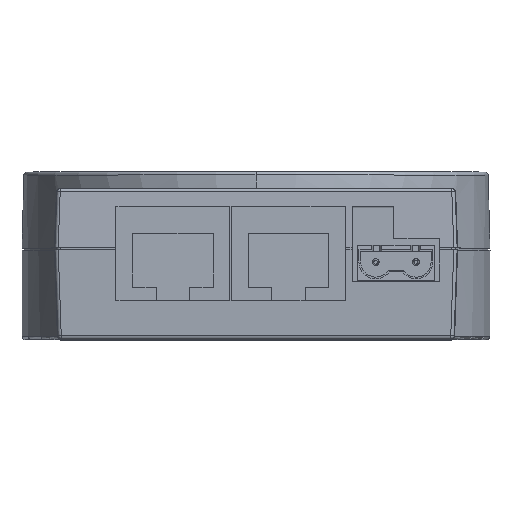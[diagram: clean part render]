
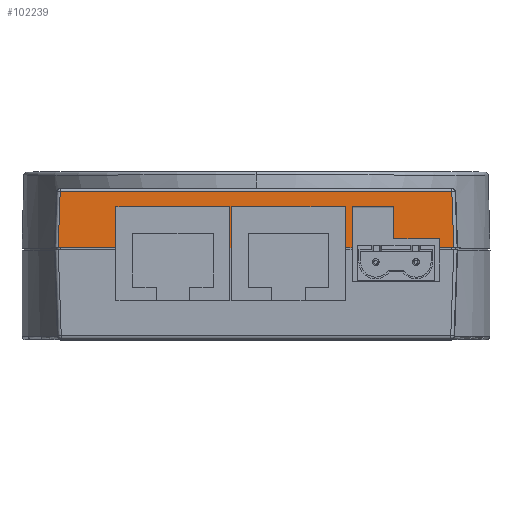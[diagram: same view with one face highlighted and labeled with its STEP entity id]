
A CAD part, top view. The second image highlights one B-rep face of the part: STEP entity #102239.
In plain terms, the highlighted planar face has unit normal (0, 0.035, 0.999).
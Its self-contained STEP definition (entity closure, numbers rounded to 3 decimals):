
#1552 = CARTESIAN_POINT ( 'NONE',  ( 13.318, 0.15, 50.995 ) ) ;
#1774 = VERTEX_POINT ( 'NONE', #96819 ) ;
#2059 = ORIENTED_EDGE ( 'NONE', *, *, #85806, .T. ) ;
#3042 = DIRECTION ( 'NONE',  ( 0., 0.999, -0.035 ) ) ;
#4112 = VERTEX_POINT ( 'NONE', #84696 ) ;
#4403 = VERTEX_POINT ( 'NONE', #4404 ) ;
#4404 = CARTESIAN_POINT ( 'NONE',  ( 27.351, 0.15, 50.995 ) ) ;
#5292 = DIRECTION ( 'NONE',  ( 1., 0., 0. ) ) ;
#6934 = VERTEX_POINT ( 'NONE', #29151 ) ;
#7485 = DIRECTION ( 'NONE',  ( 0., 0.035, 0.999 ) ) ;
#7951 = CARTESIAN_POINT ( 'NONE',  ( -30., 6.25, 50.782 ) ) ;
#8727 = DIRECTION ( 'NONE',  ( 0., -0.999, 0.035 ) ) ;
#9009 = EDGE_CURVE ( 'NONE', #120226, #39538, #32149, .T. ) ;
#12664 = DIRECTION ( 'NONE',  ( -0.035, 0.999, -0.035 ) ) ;
#12980 = CARTESIAN_POINT ( 'NONE',  ( -29.501, -0.017, 51.001 ) ) ;
#13170 = VECTOR ( 'NONE', #8727, 1000. ) ;
#13219 = DIRECTION ( 'NONE',  ( 1., 0., 0. ) ) ;
#14486 = LINE ( 'NONE', #111547, #118710 ) ;
#15246 = VERTEX_POINT ( 'NONE', #100933 ) ;
#15318 = ORIENTED_EDGE ( 'NONE', *, *, #26873, .F. ) ;
#15324 = LINE ( 'NONE', #53375, #111401 ) ;
#15893 = VECTOR ( 'NONE', #5292, 1000. ) ;
#16928 = ORIENTED_EDGE ( 'NONE', *, *, #28903, .T. ) ;
#19628 = ORIENTED_EDGE ( 'NONE', *, *, #122365, .F. ) ;
#21461 = DIRECTION ( 'NONE',  ( -1., 0., 0. ) ) ;
#21670 = CARTESIAN_POINT ( 'NONE',  ( -20.882, 6.25, 50.782 ) ) ;
#22350 = LINE ( 'NONE', #52239, #121546 ) ;
#23803 = ORIENTED_EDGE ( 'NONE', *, *, #69847, .F. ) ;
#23826 = VECTOR ( 'NONE', #77089, 1000. ) ;
#24732 = LINE ( 'NONE', #41590, #27296 ) ;
#24895 = DIRECTION ( 'NONE',  ( -1., 0., 0. ) ) ;
#25554 = CARTESIAN_POINT ( 'NONE',  ( -30., 0., 51. ) ) ;
#25788 = CARTESIAN_POINT ( 'NONE',  ( -30., 6.25, 50.782 ) ) ;
#26873 = EDGE_CURVE ( 'NONE', #85845, #4112, #22350, .T. ) ;
#27296 = VECTOR ( 'NONE', #3042, 1000. ) ;
#28903 = EDGE_CURVE ( 'NONE', #48512, #67568, #39831, .T. ) ;
#29151 = CARTESIAN_POINT ( 'NONE',  ( 20.555, 1.5, 50.948 ) ) ;
#30233 = VECTOR ( 'NONE', #69076, 1000. ) ;
#30623 = CARTESIAN_POINT ( 'NONE',  ( -20.882, 0.15, 50.995 ) ) ;
#31485 = VERTEX_POINT ( 'NONE', #92741 ) ;
#31567 = LINE ( 'NONE', #119803, #50462 ) ;
#32149 = LINE ( 'NONE', #41491, #57710 ) ;
#32812 = VECTOR ( 'NONE', #43875, 1000. ) ;
#32951 = VECTOR ( 'NONE', #13219, 1000. ) ;
#33920 = LINE ( 'NONE', #25788, #15893 ) ;
#34741 = ORIENTED_EDGE ( 'NONE', *, *, #84677, .F. ) ;
#34933 = VECTOR ( 'NONE', #87928, 1000. ) ;
#37873 = EDGE_CURVE ( 'NONE', #120226, #66972, #121114, .T. ) ;
#39094 = CARTESIAN_POINT ( 'NONE',  ( -30., 0.15, 50.995 ) ) ;
#39538 = VERTEX_POINT ( 'NONE', #110850 ) ;
#39831 = LINE ( 'NONE', #12980, #30233 ) ;
#40791 = LINE ( 'NONE', #48902, #99977 ) ;
#41491 = CARTESIAN_POINT ( 'NONE',  ( -30., 0.15, 50.995 ) ) ;
#41590 = CARTESIAN_POINT ( 'NONE',  ( -3.882, 0., 51. ) ) ;
#43091 = EDGE_CURVE ( 'NONE', #31485, #4403, #40791, .T. ) ;
#43875 = DIRECTION ( 'NONE',  ( 0., -0.999, 0.035 ) ) ;
#44855 = CARTESIAN_POINT ( 'NONE',  ( -3.682, 0.15, 50.995 ) ) ;
#45649 = EDGE_CURVE ( 'NONE', #1774, #4403, #83373, .T. ) ;
#46436 = EDGE_CURVE ( 'NONE', #6934, #85845, #14486, .T. ) ;
#46801 = LINE ( 'NONE', #90507, #32812 ) ;
#46840 = ORIENTED_EDGE ( 'NONE', *, *, #113593, .T. ) ;
#48512 = VERTEX_POINT ( 'NONE', #66497 ) ;
#48902 = CARTESIAN_POINT ( 'NONE',  ( -30., 0.15, 50.995 ) ) ;
#49410 = LINE ( 'NONE', #87292, #34933 ) ;
#50424 = DIRECTION ( 'NONE',  ( -1., 0., 0. ) ) ;
#50462 = VECTOR ( 'NONE', #96884, 1000. ) ;
#50725 = ORIENTED_EDGE ( 'NONE', *, *, #56417, .F. ) ;
#52239 = CARTESIAN_POINT ( 'NONE',  ( 14.351, 6.246, 50.782 ) ) ;
#53182 = ORIENTED_EDGE ( 'NONE', *, *, #104706, .T. ) ;
#53375 = CARTESIAN_POINT ( 'NONE',  ( 13.318, 0., 51. ) ) ;
#53873 = CARTESIAN_POINT ( 'NONE',  ( -3.882, 6.25, 50.782 ) ) ;
#55067 = CARTESIAN_POINT ( 'NONE',  ( 20.555, 6.246, 50.782 ) ) ;
#55236 = VERTEX_POINT ( 'NONE', #30623 ) ;
#56417 = EDGE_CURVE ( 'NONE', #39538, #99417, #24732, .T. ) ;
#57710 = VECTOR ( 'NONE', #68307, 1000. ) ;
#60365 = VERTEX_POINT ( 'NONE', #21670 ) ;
#64180 = DIRECTION ( 'NONE',  ( 0., -0.999, 0.035 ) ) ;
#66155 = EDGE_LOOP ( 'NONE', ( #46840, #15318, #112683, #80590, #85276, #103368, #53182, #119758, #16928, #23803, #106038, #19628, #50725, #114606, #107767, #2059, #81869, #34741 ) ) ;
#66497 = CARTESIAN_POINT ( 'NONE',  ( -29.203, 8.517, 50.703 ) ) ;
#66972 = VERTEX_POINT ( 'NONE', #91135 ) ;
#67568 = VERTEX_POINT ( 'NONE', #71343 ) ;
#68307 = DIRECTION ( 'NONE',  ( -1., 0., 0. ) ) ;
#69076 = DIRECTION ( 'NONE',  ( -0.035, -0.999, 0.035 ) ) ;
#69847 = EDGE_CURVE ( 'NONE', #55236, #67568, #31567, .T. ) ;
#71343 = CARTESIAN_POINT ( 'NONE',  ( -29.495, 0.15, 50.995 ) ) ;
#73798 = DIRECTION ( 'NONE',  ( 0., 0.999, -0.035 ) ) ;
#74717 = CARTESIAN_POINT ( 'NONE',  ( 27.351, 0., 51. ) ) ;
#76866 = VECTOR ( 'NONE', #12664, 1000. ) ;
#77089 = DIRECTION ( 'NONE',  ( -1., 0., 0. ) ) ;
#78030 = VECTOR ( 'NONE', #92539, 1000. ) ;
#80590 = ORIENTED_EDGE ( 'NONE', *, *, #92598, .T. ) ;
#80914 = EDGE_CURVE ( 'NONE', #60365, #55236, #46801, .T. ) ;
#81074 = DIRECTION ( 'NONE',  ( 0., 0.999, -0.035 ) ) ;
#81095 = EDGE_CURVE ( 'NONE', #115439, #48512, #90818, .T. ) ;
#81869 = ORIENTED_EDGE ( 'NONE', *, *, #97850, .T. ) ;
#83373 = LINE ( 'NONE', #74717, #13170 ) ;
#84677 = EDGE_CURVE ( 'NONE', #85674, #115359, #122555, .T. ) ;
#84696 = CARTESIAN_POINT ( 'NONE',  ( 14.351, 6.246, 50.782 ) ) ;
#85276 = ORIENTED_EDGE ( 'NONE', *, *, #45649, .T. ) ;
#85674 = VERTEX_POINT ( 'NONE', #123022 ) ;
#85806 = EDGE_CURVE ( 'NONE', #66972, #15246, #33920, .T. ) ;
#85845 = VERTEX_POINT ( 'NONE', #55067 ) ;
#86852 = CARTESIAN_POINT ( 'NONE',  ( -30., 1.5, 50.948 ) ) ;
#87229 = VECTOR ( 'NONE', #73798, 1000. ) ;
#87292 = CARTESIAN_POINT ( 'NONE',  ( 14.351, 0., 51. ) ) ;
#87928 = DIRECTION ( 'NONE',  ( 0., 0.999, -0.035 ) ) ;
#89593 = CARTESIAN_POINT ( 'NONE',  ( -29.686, 8.517, 50.703 ) ) ;
#90507 = CARTESIAN_POINT ( 'NONE',  ( -20.882, 0., 51. ) ) ;
#90818 = LINE ( 'NONE', #89593, #122313 ) ;
#91135 = CARTESIAN_POINT ( 'NONE',  ( -3.682, 6.25, 50.782 ) ) ;
#91236 = DIRECTION ( 'NONE',  ( 0., -0.999, 0.035 ) ) ;
#92539 = DIRECTION ( 'NONE',  ( -1., 0., 0. ) ) ;
#92598 = EDGE_CURVE ( 'NONE', #6934, #1774, #114290, .T. ) ;
#92741 = CARTESIAN_POINT ( 'NONE',  ( 29.495, 0.15, 50.995 ) ) ;
#96819 = CARTESIAN_POINT ( 'NONE',  ( 27.351, 1.5, 50.948 ) ) ;
#96884 = DIRECTION ( 'NONE',  ( -1., 0., 0. ) ) ;
#97850 = EDGE_CURVE ( 'NONE', #15246, #115359, #15324, .T. ) ;
#99094 = CARTESIAN_POINT ( 'NONE',  ( 29.428, 2.073, 50.928 ) ) ;
#99417 = VERTEX_POINT ( 'NONE', #53873 ) ;
#99599 = PLANE ( 'NONE',  #100142 ) ;
#99977 = VECTOR ( 'NONE', #21461, 1000. ) ;
#100142 = AXIS2_PLACEMENT_3D ( 'NONE', #25554, #7485, #64180 ) ;
#100373 = CARTESIAN_POINT ( 'NONE',  ( 29.203, 8.517, 50.703 ) ) ;
#100933 = CARTESIAN_POINT ( 'NONE',  ( 13.318, 6.25, 50.782 ) ) ;
#102239 = ADVANCED_FACE ( 'NONE', ( #110827 ), #99599, .T. ) ;
#103368 = ORIENTED_EDGE ( 'NONE', *, *, #43091, .F. ) ;
#104706 = EDGE_CURVE ( 'NONE', #31485, #115439, #120210, .T. ) ;
#106038 = ORIENTED_EDGE ( 'NONE', *, *, #80914, .F. ) ;
#107767 = ORIENTED_EDGE ( 'NONE', *, *, #37873, .T. ) ;
#110827 = FACE_OUTER_BOUND ( 'NONE', #66155, .T. ) ;
#110850 = CARTESIAN_POINT ( 'NONE',  ( -3.882, 0.15, 50.995 ) ) ;
#111401 = VECTOR ( 'NONE', #91236, 1000. ) ;
#111547 = CARTESIAN_POINT ( 'NONE',  ( 20.555, 1.5, 50.948 ) ) ;
#111899 = LINE ( 'NONE', #7951, #78030 ) ;
#112683 = ORIENTED_EDGE ( 'NONE', *, *, #46436, .F. ) ;
#113593 = EDGE_CURVE ( 'NONE', #85674, #4112, #49410, .T. ) ;
#114290 = LINE ( 'NONE', #86852, #32951 ) ;
#114606 = ORIENTED_EDGE ( 'NONE', *, *, #9009, .F. ) ;
#115359 = VERTEX_POINT ( 'NONE', #1552 ) ;
#115439 = VERTEX_POINT ( 'NONE', #100373 ) ;
#118710 = VECTOR ( 'NONE', #81074, 1000. ) ;
#119758 = ORIENTED_EDGE ( 'NONE', *, *, #81095, .T. ) ;
#119803 = CARTESIAN_POINT ( 'NONE',  ( -30., 0.15, 50.995 ) ) ;
#120210 = LINE ( 'NONE', #99094, #76866 ) ;
#120226 = VERTEX_POINT ( 'NONE', #44855 ) ;
#121114 = LINE ( 'NONE', #121740, #87229 ) ;
#121546 = VECTOR ( 'NONE', #50424, 1000. ) ;
#121740 = CARTESIAN_POINT ( 'NONE',  ( -3.682, 0., 51. ) ) ;
#122313 = VECTOR ( 'NONE', #24895, 1000. ) ;
#122365 = EDGE_CURVE ( 'NONE', #99417, #60365, #111899, .T. ) ;
#122555 = LINE ( 'NONE', #39094, #23826 ) ;
#123022 = CARTESIAN_POINT ( 'NONE',  ( 14.351, 0.15, 50.995 ) ) ;
